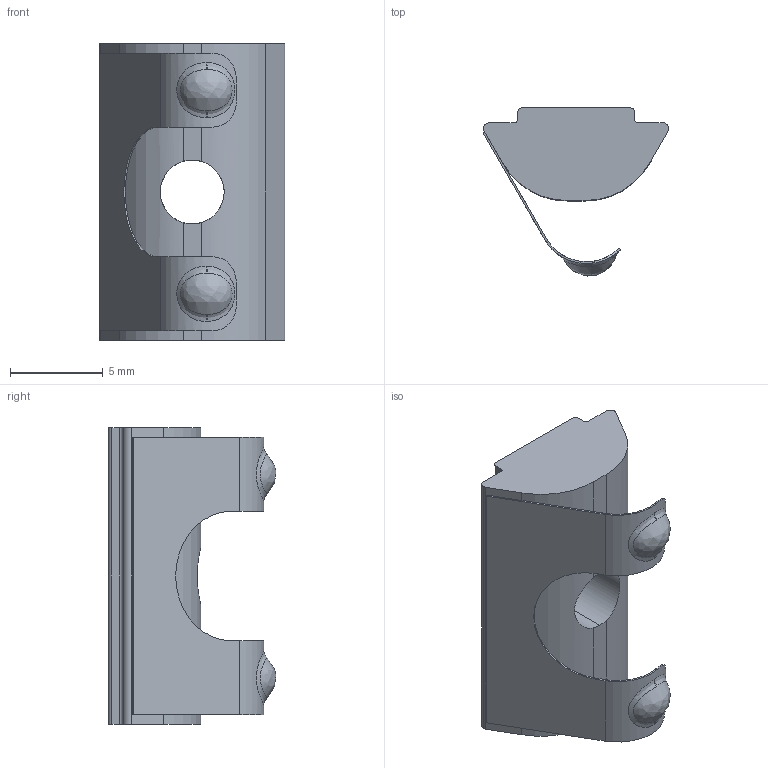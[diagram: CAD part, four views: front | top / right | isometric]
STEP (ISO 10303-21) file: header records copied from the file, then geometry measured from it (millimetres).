
FILE_DESCRIPTION (( 'STEP AP203' ), '1' );
FILE_NAME ('161113.step', '2023-01-11T15:46:34', ( '' ), ( '' ), 'SwSTEP 2.0', 'SolidWorks 2021', '' );
FILE_SCHEMA (( 'CONFIG_CONTROL_DESIGN' ));
Length unit declared in the file: inch
Products named in the file (1): 161113
Bounding box: 10.02 x 9.05 x 16 mm (x, y, z)
Volume: 554.9 mm3; surface area: 752.3 mm2
Topology: 2 solids, 2 shells, 57 faces, 166 edges, 116 vertices
Faces by surface type: cylinder 21, plane 20, bspline 16
Entity records: 3453 total; most frequent: CARTESIAN_POINT 1962, ORIENTED_EDGE 332, DIRECTION 248, EDGE_CURVE 166, VERTEX_POINT 116, AXIS2_PLACEMENT_3D 90, VECTOR 68, LINE 68
